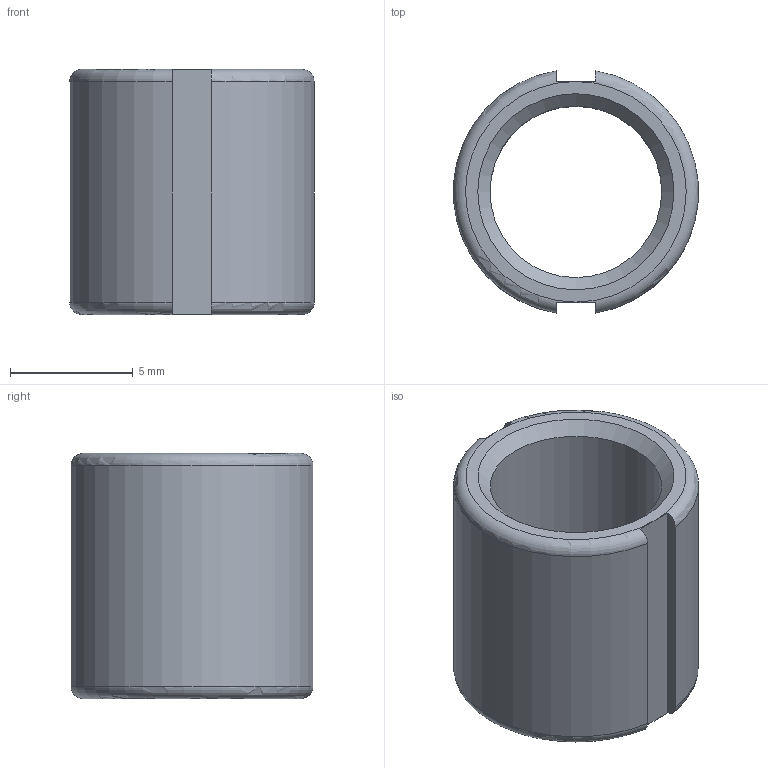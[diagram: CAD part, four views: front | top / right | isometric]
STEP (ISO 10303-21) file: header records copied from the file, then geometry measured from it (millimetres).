
FILE_DESCRIPTION(/* description */ (''),/* implementation_level */ '2;1');
FILE_NAME(/* name */ '276-2177-013 Rev1_MIR1.ipt.step',/* time_stamp */ '2020-04-16T23:07:26-04:00',/* author */ ('Josef'),/* organization */ (''),/* preprocessor_version */ 'ST-DEVELOPER v17',/* originating_system */ 'Autodesk Inventor 2019',/* authorisation */ '');
FILE_SCHEMA (('AUTOMOTIVE_DESIGN { 1 0 10303 214 3 1 1 }','FEATURE_BASED_PROCESS_PLANNING'));
Length unit declared in the file: inch
Products named in the file (1): 276-2177-013 Rev1_MIR1
Bounding box: 9.98 x 9.87 x 10 mm (x, y, z)
Volume: 376.5 mm3; surface area: 603.4 mm2
Topology: 1 solids, 1 shells, 17 faces, 44 edges, 29 vertices
Faces by surface type: plane 8, torus 4, cylinder 3, cone 2
Full cylindrical faces by diameter (mm): 7 x1
Entity records: 734 total; most frequent: CARTESIAN_POINT 288, ORIENTED_EDGE 88, DIRECTION 79, EDGE_CURVE 44, AXIS2_PLACEMENT_3D 34, VERTEX_POINT 29, EDGE_LOOP 19, B_SPLINE_CURVE_WITH_KNOTS 17
